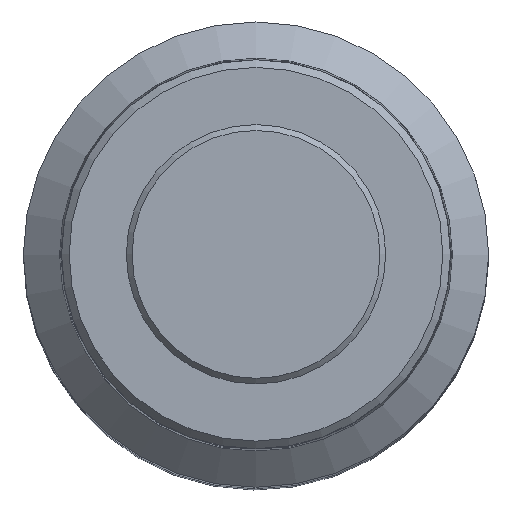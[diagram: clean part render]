
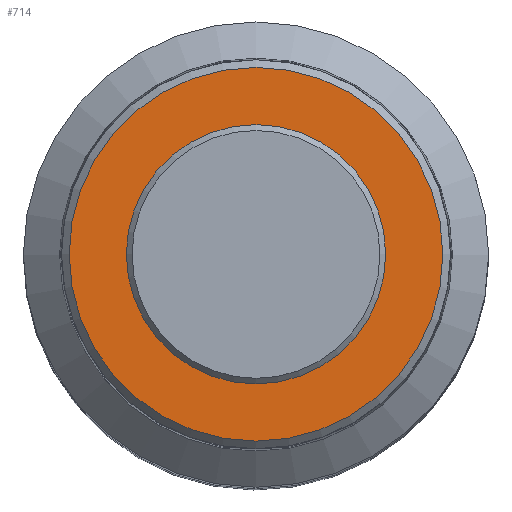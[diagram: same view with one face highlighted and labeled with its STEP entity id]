
A CAD part, top view. The second image highlights one B-rep face of the part: STEP entity #714.
In plain terms, the highlighted face is planar.
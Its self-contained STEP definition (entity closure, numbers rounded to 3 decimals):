
#35=FACE_BOUND('',#157,.T.);
#60=PLANE('',#842);
#109=FACE_OUTER_BOUND('',#156,.T.);
#156=EDGE_LOOP('',(#658));
#157=EDGE_LOOP('',(#659));
#271=CIRCLE('',#784,3.4);
#279=CIRCLE('',#797,4.9);
#332=VERTEX_POINT('',#1173);
#340=VERTEX_POINT('',#1198);
#409=EDGE_CURVE('',#332,#332,#271,.T.);
#422=EDGE_CURVE('',#340,#340,#279,.T.);
#658=ORIENTED_EDGE('',*,*,#422,.F.);
#659=ORIENTED_EDGE('',*,*,#409,.T.);
#714=ADVANCED_FACE('',(#109,#35),#60,.T.);
#784=AXIS2_PLACEMENT_3D('',#1174,#941,#942);
#797=AXIS2_PLACEMENT_3D('',#1200,#972,#973);
#842=AXIS2_PLACEMENT_3D('',#1288,#1077,#1078);
#941=DIRECTION('center_axis',(0.,-1.,0.));
#942=DIRECTION('ref_axis',(-1.,0.,0.));
#972=DIRECTION('center_axis',(0.,-1.,0.));
#973=DIRECTION('ref_axis',(-1.,0.,0.));
#1077=DIRECTION('center_axis',(0.,1.,0.));
#1078=DIRECTION('ref_axis',(0.,0.,1.));
#1173=CARTESIAN_POINT('',(-14.706,27.477,0.));
#1174=CARTESIAN_POINT('Origin',(-18.106,27.477,0.));
#1198=CARTESIAN_POINT('',(-13.206,27.477,0.));
#1200=CARTESIAN_POINT('Origin',(-18.106,27.477,0.));
#1288=CARTESIAN_POINT('Origin',(-15.556,27.477,0.));
